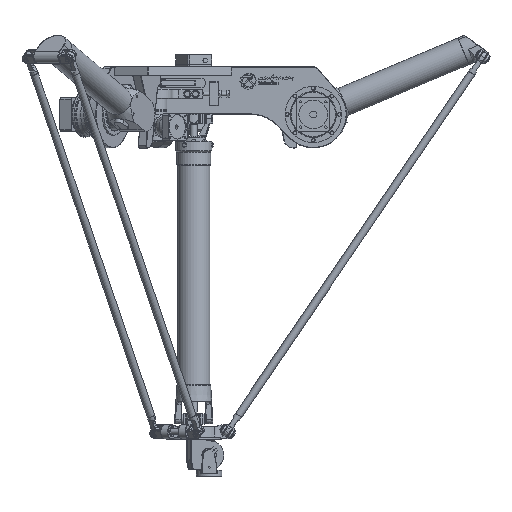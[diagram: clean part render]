
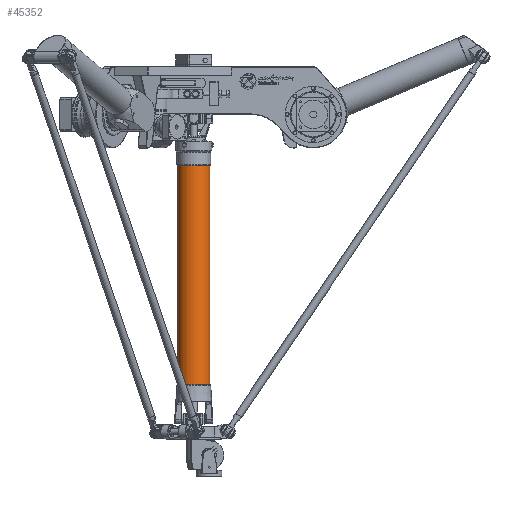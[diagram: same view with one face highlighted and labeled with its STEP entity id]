
A CAD part, front view. The second image highlights one B-rep face of the part: STEP entity #45352.
In plain terms, the highlighted cylindrical face has radius 33.5 mm (diameter 67 mm), a full revolution.
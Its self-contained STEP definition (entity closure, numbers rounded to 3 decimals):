
#1312=FACE_BOUND('',#11003,.T.);
#4428=CIRCLE('',#49754,33.5);
#4436=CIRCLE('',#49774,33.5);
#5420=CYLINDRICAL_SURFACE('',#49773,33.5);
#7591=FACE_OUTER_BOUND('',#11002,.T.);
#11002=EDGE_LOOP('',(#38343));
#11003=EDGE_LOOP('',(#38344));
#22208=VERTEX_POINT('',#82682);
#22216=VERTEX_POINT('',#82710);
#27757=EDGE_CURVE('',#22208,#22208,#4428,.T.);
#27765=EDGE_CURVE('',#22216,#22216,#4436,.T.);
#38343=ORIENTED_EDGE('',*,*,#27757,.T.);
#38344=ORIENTED_EDGE('',*,*,#27765,.T.);
#45352=ADVANCED_FACE('',(#7591,#1312),#5420,.T.);
#49754=AXIS2_PLACEMENT_3D('',#82683,#60283,#60284);
#49773=AXIS2_PLACEMENT_3D('',#82709,#60321,#60322);
#49774=AXIS2_PLACEMENT_3D('',#82711,#60323,#60324);
#60283=DIRECTION('center_axis',(0.,-1.,0.));
#60284=DIRECTION('ref_axis',(-1.,0.,0.));
#60321=DIRECTION('center_axis',(0.,1.,0.));
#60322=DIRECTION('ref_axis',(-1.,0.,0.));
#60323=DIRECTION('center_axis',(0.,1.,0.));
#60324=DIRECTION('ref_axis',(-1.,0.,0.));
#82682=CARTESIAN_POINT('',(33.5,541.,0.));
#82683=CARTESIAN_POINT('Origin',(0.,541.,0.));
#82709=CARTESIAN_POINT('Origin',(0.,82.,0.));
#82710=CARTESIAN_POINT('',(-33.5,82.,0.));
#82711=CARTESIAN_POINT('Origin',(0.,82.,0.));
